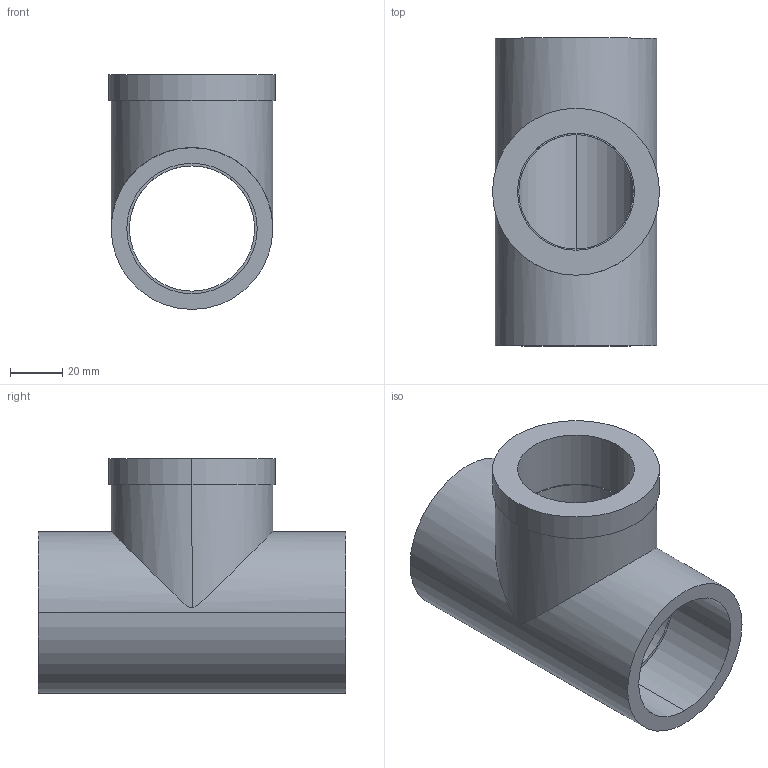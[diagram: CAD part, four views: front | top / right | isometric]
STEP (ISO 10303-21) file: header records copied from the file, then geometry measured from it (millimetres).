
FILE_DESCRIPTION(('STEP AP214'),'1');
FILE_NAME('cctmp_CB34FD4E-D0B9-4CB1-808B-515B5927150D_2022_03_09_13_35_51_0814..stp','2022-03-09T12:35:51',('Praher Valves GmbH'),('CADClick - www.CADClick.com'),'Spatial InterOp 3D',' ','unknown authorization');
FILE_SCHEMA(('AUTOMOTIVE_DESIGN'));
Length unit declared in the file: millimetre
Products named in the file (1): 2022_03_09_13_35_51_0814
Bounding box: 64 x 118 x 90 mm (x, y, z)
Volume: 174675.8 mm3; surface area: 53364.2 mm2
Topology: 1 solids, 1 shells, 23 faces, 51 edges, 34 vertices
Faces by surface type: cylinder 16, plane 7
Entity records: 1167 total; most frequent: CARTESIAN_POINT 419, DIRECTION 121, ORIENTED_EDGE 102, AXIS2_PLACEMENT_3D 52, EDGE_CURVE 51, VERTEX_POINT 34, EDGE_LOOP 31, CIRCLE 28
